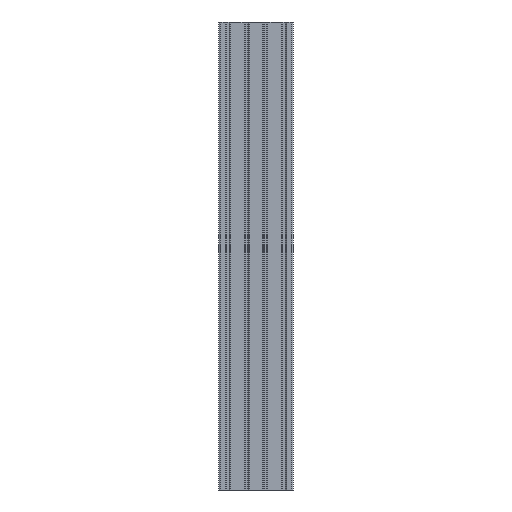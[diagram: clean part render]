
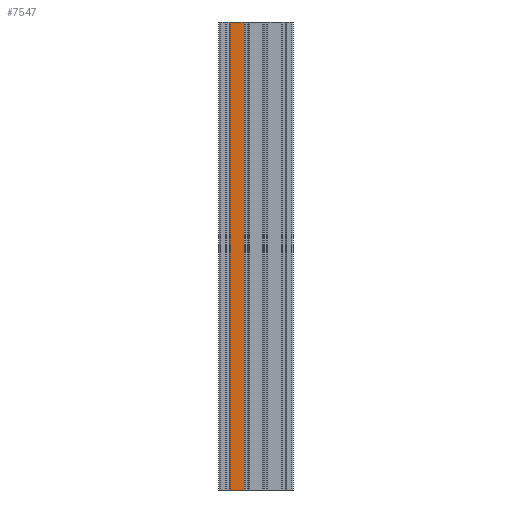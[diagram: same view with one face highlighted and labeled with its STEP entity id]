
A CAD part, left-side view. The second image highlights one B-rep face of the part: STEP entity #7547.
In plain terms, the highlighted planar face has unit normal (-1, 0, 0).
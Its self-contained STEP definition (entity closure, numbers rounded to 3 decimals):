
#837 = EDGE_CURVE ( 'NONE', #13728, #950, #6015, .T. ) ;
#950 = VERTEX_POINT ( 'NONE', #1876 ) ;
#968 = LINE ( 'NONE', #10150, #3180 ) ;
#1293 = CARTESIAN_POINT ( 'NONE',  ( -20., -34.6, 0. ) ) ;
#1876 = CARTESIAN_POINT ( 'NONE',  ( -20., -5.4, 1000. ) ) ;
#1906 = CARTESIAN_POINT ( 'NONE',  ( -20., 0., 0. ) ) ;
#1998 = VERTEX_POINT ( 'NONE', #3558 ) ;
#2062 = CARTESIAN_POINT ( 'NONE',  ( -20., 0., 1000. ) ) ;
#3096 = LINE ( 'NONE', #1906, #4595 ) ;
#3180 = VECTOR ( 'NONE', #9922, 1000. ) ;
#3194 = FACE_OUTER_BOUND ( 'NONE', #12688, .T. ) ;
#3558 = CARTESIAN_POINT ( 'NONE',  ( -20., -5.4, 0. ) ) ;
#4014 = CARTESIAN_POINT ( 'NONE',  ( -20., -5.4, 1000. ) ) ;
#4595 = VECTOR ( 'NONE', #14319, 1000. ) ;
#4644 = ORIENTED_EDGE ( 'NONE', *, *, #5146, .F. ) ;
#4948 = DIRECTION ( 'NONE',  ( 0., 1., 0. ) ) ;
#5146 = EDGE_CURVE ( 'NONE', #10880, #1998, #3096, .T. ) ;
#5510 = ORIENTED_EDGE ( 'NONE', *, *, #12388, .F. ) ;
#5879 = DIRECTION ( 'NONE',  ( -1., 0., 0. ) ) ;
#6015 = LINE ( 'NONE', #10570, #8048 ) ;
#7368 = EDGE_CURVE ( 'NONE', #950, #1998, #8786, .T. ) ;
#7547 = ADVANCED_FACE ( 'NONE', ( #3194 ), #12309, .T. ) ;
#8048 = VECTOR ( 'NONE', #4948, 1000. ) ;
#8633 = VECTOR ( 'NONE', #13346, 1000. ) ;
#8786 = LINE ( 'NONE', #4014, #8633 ) ;
#9117 = AXIS2_PLACEMENT_3D ( 'NONE', #2062, #5879, #10426 ) ;
#9922 = DIRECTION ( 'NONE',  ( 0., 0., -1. ) ) ;
#10150 = CARTESIAN_POINT ( 'NONE',  ( -20., -34.6, 1000. ) ) ;
#10426 = DIRECTION ( 'NONE',  ( 0., 0., 1. ) ) ;
#10570 = CARTESIAN_POINT ( 'NONE',  ( -20., 0., 1000. ) ) ;
#10880 = VERTEX_POINT ( 'NONE', #1293 ) ;
#11025 = ORIENTED_EDGE ( 'NONE', *, *, #7368, .T. ) ;
#11352 = ORIENTED_EDGE ( 'NONE', *, *, #837, .T. ) ;
#12309 = PLANE ( 'NONE',  #9117 ) ;
#12388 = EDGE_CURVE ( 'NONE', #13728, #10880, #968, .T. ) ;
#12688 = EDGE_LOOP ( 'NONE', ( #4644, #5510, #11352, #11025 ) ) ;
#13179 = CARTESIAN_POINT ( 'NONE',  ( -20., -34.6, 1000. ) ) ;
#13346 = DIRECTION ( 'NONE',  ( 0., 0., -1. ) ) ;
#13728 = VERTEX_POINT ( 'NONE', #13179 ) ;
#14319 = DIRECTION ( 'NONE',  ( 0., 1., 0. ) ) ;
